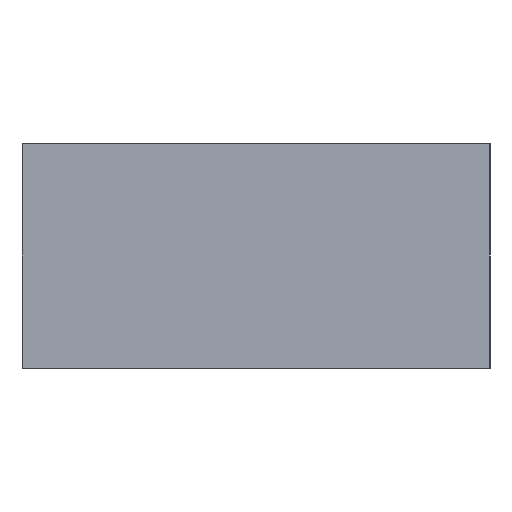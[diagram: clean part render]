
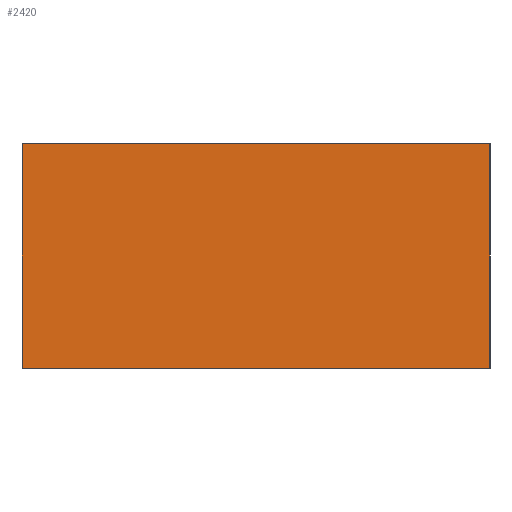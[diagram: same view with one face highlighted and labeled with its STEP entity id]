
A CAD part, front view. The second image highlights one B-rep face of the part: STEP entity #2420.
In plain terms, the highlighted planar face has unit normal (0, -1, 0).
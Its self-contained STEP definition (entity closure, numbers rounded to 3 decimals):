
#2418 = ORIENTED_EDGE ( 'NONE', *, *, #2419, .T. ) ;
#2419 = EDGE_CURVE ( 'NONE', #2429, #2477, #6962, .T. ) ;
#2420 = ADVANCED_FACE ( 'NONE', ( #6952 ), #6951, .F. ) ;
#2421 = EDGE_LOOP ( 'NONE', ( #2418, #2518, #3471, #3479 ) ) ;
#2429 = VERTEX_POINT ( 'NONE', #5424 ) ;
#2477 = VERTEX_POINT ( 'NONE', #5649 ) ;
#2498 = EDGE_CURVE ( 'NONE', #2519, #2477, #5715, .T. ) ;
#2518 = ORIENTED_EDGE ( 'NONE', *, *, #2498, .F. ) ;
#2519 = VERTEX_POINT ( 'NONE', #5850 ) ;
#3471 = ORIENTED_EDGE ( 'NONE', *, *, #3496, .F. ) ;
#3477 = VERTEX_POINT ( 'NONE', #6477 ) ;
#3479 = ORIENTED_EDGE ( 'NONE', *, *, #3481, .T. ) ;
#3481 = EDGE_CURVE ( 'NONE', #3477, #2429, #6511, .T. ) ;
#3496 = EDGE_CURVE ( 'NONE', #3477, #2519, #6463, .T. ) ;
#5424 = CARTESIAN_POINT ( 'NONE',  ( -12.5, 0., -6. ) ) ;
#5649 = CARTESIAN_POINT ( 'NONE',  ( 12.5, 0., -6. ) ) ;
#5715 = LINE ( 'NONE', #5811, #5763 ) ;
#5763 = VECTOR ( 'NONE', #5860, 1000. ) ;
#5811 = CARTESIAN_POINT ( 'NONE',  ( 12.5, 0., 6. ) ) ;
#5850 = CARTESIAN_POINT ( 'NONE',  ( 12.5, 0., 6. ) ) ;
#5860 = DIRECTION ( 'NONE',  ( 0., 0., -1. ) ) ;
#6463 = LINE ( 'NONE', #6497, #6496 ) ;
#6477 = CARTESIAN_POINT ( 'NONE',  ( -12.5, 0., 6. ) ) ;
#6483 = VECTOR ( 'NONE', #6501, 1000. ) ;
#6484 = CARTESIAN_POINT ( 'NONE',  ( -12.5, 0., 6. ) ) ;
#6489 = DIRECTION ( 'NONE',  ( 1., 0., 0. ) ) ;
#6496 = VECTOR ( 'NONE', #6489, 1000. ) ;
#6497 = CARTESIAN_POINT ( 'NONE',  ( -12.5, 0., 6. ) ) ;
#6501 = DIRECTION ( 'NONE',  ( 0., 0., -1. ) ) ;
#6511 = LINE ( 'NONE', #6484, #6483 ) ;
#6947 = DIRECTION ( 'NONE',  ( 0., 0., 1. ) ) ;
#6948 = DIRECTION ( 'NONE',  ( 0., 1., 0. ) ) ;
#6949 = CARTESIAN_POINT ( 'NONE',  ( -12.5, 0., 6. ) ) ;
#6950 = AXIS2_PLACEMENT_3D ( 'NONE', #6949, #6948, #6947 ) ;
#6951 = PLANE ( 'NONE',  #6950 ) ;
#6952 = FACE_OUTER_BOUND ( 'NONE', #2421, .T. ) ;
#6953 = DIRECTION ( 'NONE',  ( 1., 0., 0. ) ) ;
#6954 = VECTOR ( 'NONE', #6953, 1000. ) ;
#6955 = CARTESIAN_POINT ( 'NONE',  ( -12.5, 0., -6. ) ) ;
#6962 = LINE ( 'NONE', #6955, #6954 ) ;
